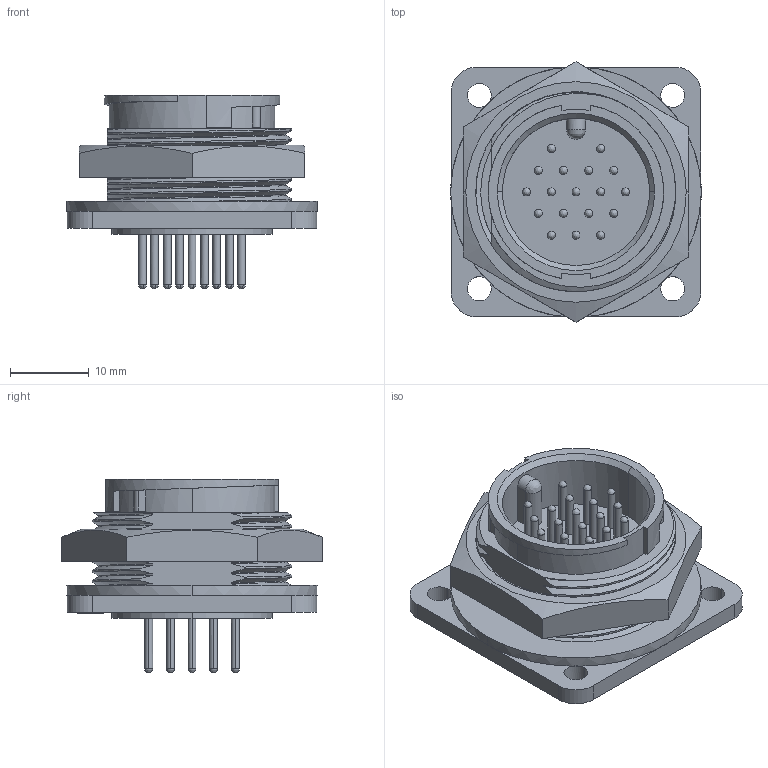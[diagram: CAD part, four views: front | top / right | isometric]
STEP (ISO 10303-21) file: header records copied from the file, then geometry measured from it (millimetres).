
FILE_DESCRIPTION (( 'STEP AP203' ), '1' );
FILE_NAME ('14292-18PG-300.STEP', '2014-05-06T20:15:23', ( '' ), ( '' ), 'SwSTEP 2.0', 'SolidWorks 2014', '' );
FILE_SCHEMA (( 'CONFIG_CONTROL_DESIGN' ));
Length unit declared in the file: inch
Products named in the file (1): 14292-18PG-300
Bounding box: 31.75 x 33 x 24.56 mm (x, y, z)
Volume: 7791.1 mm3; surface area: 6557.4 mm2
Topology: 2 solids, 2 shells, 300 faces, 884 edges, 520 vertices
Faces by surface type: cylinder 129, bspline 86, plane 81, cone 4
Entity records: 18396 total; most frequent: CARTESIAN_POINT 11267, ORIENTED_EDGE 1548, DIRECTION 1409, EDGE_CURVE 774, AXIS2_PLACEMENT_3D 553, VERTEX_POINT 520, EDGE_LOOP 352, CIRCLE 338
